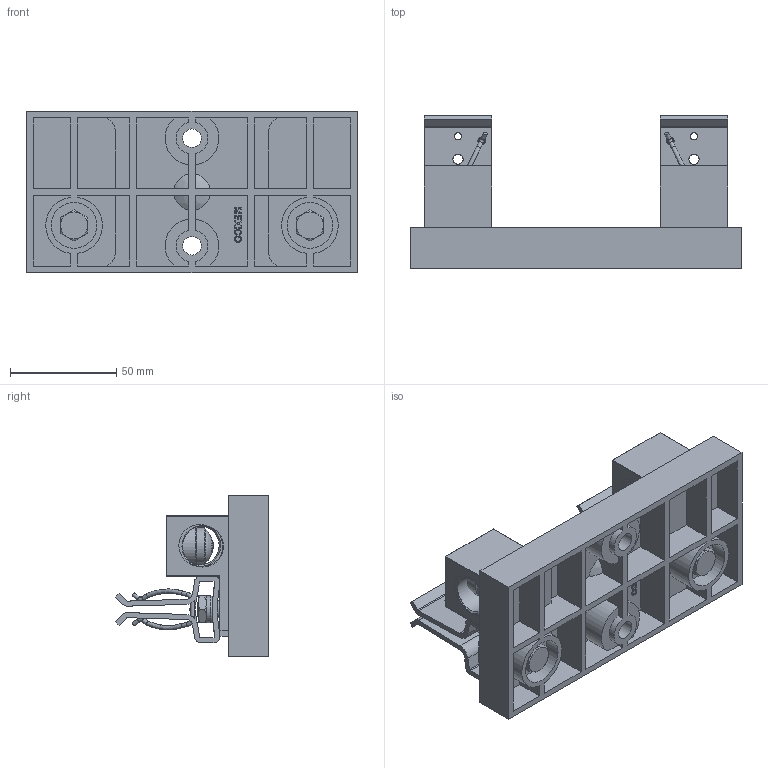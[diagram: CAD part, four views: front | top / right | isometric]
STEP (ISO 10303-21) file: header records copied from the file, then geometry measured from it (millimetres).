
FILE_DESCRIPTION (( 'STEP AP214' ), '1' );
FILE_NAME ('700508revA.STEP', '2014-01-17T17:53:11', ( '' ), ( '' ), 'SwSTEP 2.0', 'SolidWorks 2013', '' );
FILE_SCHEMA (( 'AUTOMOTIVE_DESIGN' ));
Length unit declared in the file: inch
Products named in the file (1): 700508revA
Bounding box: 155.7 x 72.09 x 76.2 mm (x, y, z)
Volume: 227822.4 mm3; surface area: 125729.4 mm2
Topology: 19 solids, 19 shells, 647 faces, 1648 edges, 1065 vertices
Faces by surface type: plane 370, cylinder 148, cone 78, bspline 28, torus 16, sphere 7
Full cylindrical faces by diameter (mm): 1.981 x8, 3.353 x4, 3.454 x4, 4.801 x4, 7.938 x4, 8.611 x4, 8.731 x2, 8.738 x2, 9.576 x2, 12.7 x2, 15.875 x2, 17.462 x2, 17.475 x2, 18.256 x2, 19.05 x6, 21.59 x2
Entity records: 30410 total; most frequent: CARTESIAN_POINT 6661, ORIENTED_EDGE 3052, DIRECTION 2957, EDGE_CURVE 1526, VERTEX_POINT 1045, AXIS2_PLACEMENT_3D 995, LINE 967, VECTOR 967
